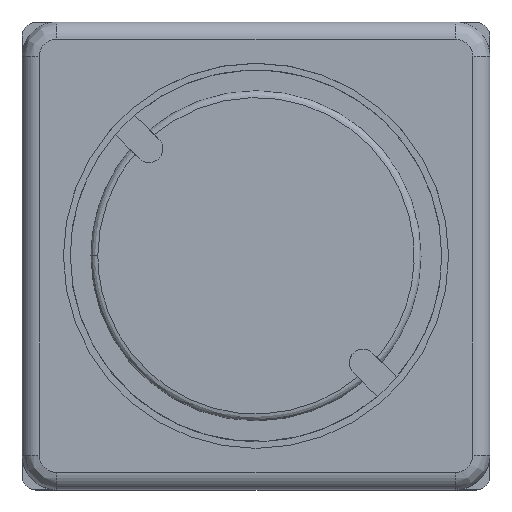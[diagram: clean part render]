
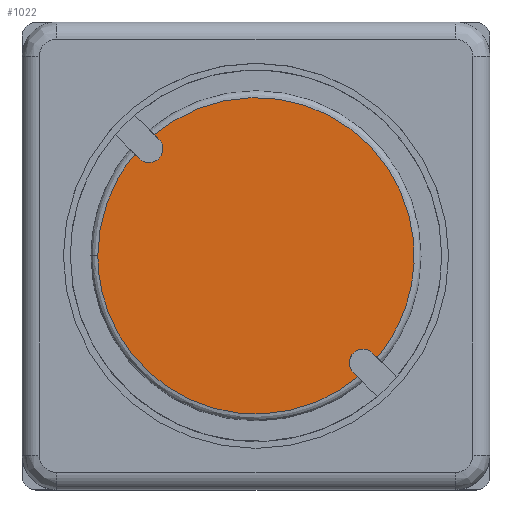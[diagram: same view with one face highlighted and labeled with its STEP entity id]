
A CAD part, top view. The second image highlights one B-rep face of the part: STEP entity #1022.
In plain terms, the highlighted planar face has unit normal (0, 0, 1).
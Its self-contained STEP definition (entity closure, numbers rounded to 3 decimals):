
#2 = VECTOR ( 'NONE', #1657, 1000. ) ;
#60 = DIRECTION ( 'NONE',  ( 0.707, -0.707, 0. ) ) ;
#120 = EDGE_CURVE ( 'NONE', #327, #522, #2800, .T. ) ;
#124 = ORIENTED_EDGE ( 'NONE', *, *, #361, .T. ) ;
#194 = CARTESIAN_POINT ( 'NONE',  ( 4.544, 19.956, 3.1 ) ) ;
#224 = CARTESIAN_POINT ( 'NONE',  ( 7.379, 16.638, 3.1 ) ) ;
#225 = CARTESIAN_POINT ( 'NONE',  ( 4.138, 19.879, 3.1 ) ) ;
#271 = CIRCLE ( 'NONE', #1959, 0.2 ) ;
#327 = VERTEX_POINT ( 'NONE', #2383 ) ;
#334 = CARTESIAN_POINT ( 'NONE',  ( 7.411, 22.671, 3.1 ) ) ;
#361 = EDGE_CURVE ( 'NONE', #2790, #3180, #2087, .T. ) ;
#378 = LINE ( 'NONE', #3119, #2 ) ;
#409 = FACE_OUTER_BOUND ( 'NONE', #1837, .T. ) ;
#522 = VERTEX_POINT ( 'NONE', #1180 ) ;
#621 = EDGE_CURVE ( 'NONE', #1823, #2774, #1664, .T. ) ;
#673 = VECTOR ( 'NONE', #60, 1000. ) ;
#697 = CARTESIAN_POINT ( 'NONE',  ( 3.6, 18.947, 3.1 ) ) ;
#705 = ORIENTED_EDGE ( 'NONE', *, *, #2152, .T. ) ;
#713 = PLANE ( 'NONE',  #771 ) ;
#771 = AXIS2_PLACEMENT_3D ( 'NONE', #1641, #1425, #1733 ) ;
#831 = EDGE_CURVE ( 'NONE', #3141, #1023, #968, .T. ) ;
#907 = DIRECTION ( 'NONE',  ( -0.707, 0.707, 0. ) ) ;
#948 = CARTESIAN_POINT ( 'NONE',  ( 3.6, 16.14, 3.1 ) ) ;
#964 = CARTESIAN_POINT ( 'NONE',  ( 7.456, 16.844, 3.1 ) ) ;
#968 =( BOUNDED_CURVE ( )  B_SPLINE_CURVE ( 3, ( #3125, #334, #2345, #1350 ),
 .UNSPECIFIED., .F., .T. ) 
 B_SPLINE_CURVE_WITH_KNOTS ( ( 4, 4 ),
 ( 0., 1. ),
 .UNSPECIFIED. ) 
 CURVE ( )  GEOMETRIC_REPRESENTATION_ITEM ( )  RATIONAL_B_SPLINE_CURVE ( ( 1., 0.391, 0.391, 1. ) ) 
 REPRESENTATION_ITEM ( '' )  );
#984 = CARTESIAN_POINT ( 'NONE',  ( 7.597, 16.986, 3.1 ) ) ;
#989 =( BOUNDED_CURVE ( )  B_SPLINE_CURVE ( 3, ( #224, #1947, #948, #1965 ),
 .UNSPECIFIED., .F., .T. ) 
 B_SPLINE_CURVE_WITH_KNOTS ( ( 4, 4 ),
 ( 0., 0.765 ),
 .UNSPECIFIED. ) 
 CURVE ( )  GEOMETRIC_REPRESENTATION_ITEM ( )  RATIONAL_B_SPLINE_CURVE ( ( 1., 0.615, 0.615, 1. ) ) 
 REPRESENTATION_ITEM ( '' )  );
#1022 = ADVANCED_FACE ( 'NONE', ( #409 ), #713, .T. ) ;
#1023 = VERTEX_POINT ( 'NONE', #2751 ) ;
#1135 = VERTEX_POINT ( 'NONE', #2562 ) ;
#1180 = CARTESIAN_POINT ( 'NONE',  ( 4.138, 19.879, 3.1 ) ) ;
#1280 = CARTESIAN_POINT ( 'NONE',  ( 3.787, 19.46, 3.1 ) ) ;
#1344 = AXIS2_PLACEMENT_3D ( 'NONE', #1615, #1647, #2641 ) ;
#1350 = CARTESIAN_POINT ( 'NONE',  ( 7.662, 16.921, 3.1 ) ) ;
#1397 = ORIENTED_EDGE ( 'NONE', *, *, #3160, .T. ) ;
#1425 = DIRECTION ( 'NONE',  ( 0., 0., 1. ) ) ;
#1468 = CARTESIAN_POINT ( 'NONE',  ( 4.344, 19.956, 3.1 ) ) ;
#1555 = VERTEX_POINT ( 'NONE', #3211 ) ;
#1579 = CARTESIAN_POINT ( 'NONE',  ( 4.421, 20.162, 3.1 ) ) ;
#1615 = CARTESIAN_POINT ( 'NONE',  ( 4.344, 19.956, 3.1 ) ) ;
#1641 = CARTESIAN_POINT ( 'NONE',  ( 5.9, 18.4, 3.1 ) ) ;
#1647 = DIRECTION ( 'NONE',  ( 0., 0., -1. ) ) ;
#1657 = DIRECTION ( 'NONE',  ( -0.707, 0.707, 0. ) ) ;
#1664 = LINE ( 'NONE', #2460, #2691 ) ;
#1672 = EDGE_CURVE ( 'NONE', #3141, #2790, #2654, .T. ) ;
#1733 = DIRECTION ( 'NONE',  ( 1., 0., 0. ) ) ;
#1754 = CARTESIAN_POINT ( 'NONE',  ( 3.6, 18.4, 3.1 ) ) ;
#1804 = ORIENTED_EDGE ( 'NONE', *, *, #2488, .F. ) ;
#1808 = VECTOR ( 'NONE', #1997, 1000. ) ;
#1823 = VERTEX_POINT ( 'NONE', #2241 ) ;
#1837 = EDGE_LOOP ( 'NONE', ( #705, #2149, #2234, #124, #1397, #2625, #2320, #1804, #2636, #2805 ) ) ;
#1947 = CARTESIAN_POINT ( 'NONE',  ( 5.648, 15.186, 3.1 ) ) ;
#1959 = AXIS2_PLACEMENT_3D ( 'NONE', #964, #3015, #1979 ) ;
#1962 = LINE ( 'NONE', #984, #1808 ) ;
#1965 = CARTESIAN_POINT ( 'NONE',  ( 3.6, 18.4, 3.1 ) ) ;
#1979 = DIRECTION ( 'NONE',  ( 1., 0., 0. ) ) ;
#1997 = DIRECTION ( 'NONE',  ( 0.707, -0.707, 0. ) ) ;
#2052 = EDGE_CURVE ( 'NONE', #2774, #1555, #271, .T. ) ;
#2087 = CIRCLE ( 'NONE', #3050, 0.2 ) ;
#2149 = ORIENTED_EDGE ( 'NONE', *, *, #831, .F. ) ;
#2152 = EDGE_CURVE ( 'NONE', #1555, #1023, #1962, .T. ) ;
#2182 = CIRCLE ( 'NONE', #1344, 0.2 ) ;
#2234 = ORIENTED_EDGE ( 'NONE', *, *, #1672, .T. ) ;
#2241 = CARTESIAN_POINT ( 'NONE',  ( 7.379, 16.638, 3.1 ) ) ;
#2320 = ORIENTED_EDGE ( 'NONE', *, *, #120, .F. ) ;
#2345 = CARTESIAN_POINT ( 'NONE',  ( 10.171, 19.911, 3.1 ) ) ;
#2364 = CARTESIAN_POINT ( 'NONE',  ( 4.421, 20.162, 3.1 ) ) ;
#2383 = CARTESIAN_POINT ( 'NONE',  ( 3.6, 18.4, 3.1 ) ) ;
#2460 = CARTESIAN_POINT ( 'NONE',  ( 7.379, 16.638, 3.1 ) ) ;
#2485 = DIRECTION ( 'NONE',  ( 1., 0., 0. ) ) ;
#2488 = EDGE_CURVE ( 'NONE', #1823, #327, #989, .T. ) ;
#2504 = DIRECTION ( 'NONE',  ( 0., 0., -1. ) ) ;
#2562 = CARTESIAN_POINT ( 'NONE',  ( 4.203, 19.814, 3.1 ) ) ;
#2625 = ORIENTED_EDGE ( 'NONE', *, *, #2711, .T. ) ;
#2636 = ORIENTED_EDGE ( 'NONE', *, *, #621, .T. ) ;
#2641 = DIRECTION ( 'NONE',  ( 1., 0., 0. ) ) ;
#2654 = LINE ( 'NONE', #1579, #673 ) ;
#2691 = VECTOR ( 'NONE', #907, 1000. ) ;
#2711 = EDGE_CURVE ( 'NONE', #1135, #522, #378, .T. ) ;
#2732 = CARTESIAN_POINT ( 'NONE',  ( 7.314, 16.703, 3.1 ) ) ;
#2751 = CARTESIAN_POINT ( 'NONE',  ( 7.662, 16.921, 3.1 ) ) ;
#2774 = VERTEX_POINT ( 'NONE', #2732 ) ;
#2790 = VERTEX_POINT ( 'NONE', #2975 ) ;
#2800 =( BOUNDED_CURVE ( )  B_SPLINE_CURVE ( 3, ( #1754, #697, #1280, #225 ),
 .UNSPECIFIED., .F., .T. ) 
 B_SPLINE_CURVE_WITH_KNOTS ( ( 4, 4 ),
 ( 0.765, 1. ),
 .UNSPECIFIED. ) 
 CURVE ( )  GEOMETRIC_REPRESENTATION_ITEM ( )  RATIONAL_B_SPLINE_CURVE ( ( 1., 0.96, 0.96, 1. ) ) 
 REPRESENTATION_ITEM ( '' )  );
#2805 = ORIENTED_EDGE ( 'NONE', *, *, #2052, .T. ) ;
#2975 = CARTESIAN_POINT ( 'NONE',  ( 4.486, 20.097, 3.1 ) ) ;
#3015 = DIRECTION ( 'NONE',  ( 0., 0., -1. ) ) ;
#3050 = AXIS2_PLACEMENT_3D ( 'NONE', #1468, #2504, #2485 ) ;
#3119 = CARTESIAN_POINT ( 'NONE',  ( 4.203, 19.814, 3.1 ) ) ;
#3125 = CARTESIAN_POINT ( 'NONE',  ( 4.421, 20.162, 3.1 ) ) ;
#3141 = VERTEX_POINT ( 'NONE', #2364 ) ;
#3160 = EDGE_CURVE ( 'NONE', #3180, #1135, #2182, .T. ) ;
#3180 = VERTEX_POINT ( 'NONE', #194 ) ;
#3211 = CARTESIAN_POINT ( 'NONE',  ( 7.597, 16.986, 3.1 ) ) ;
